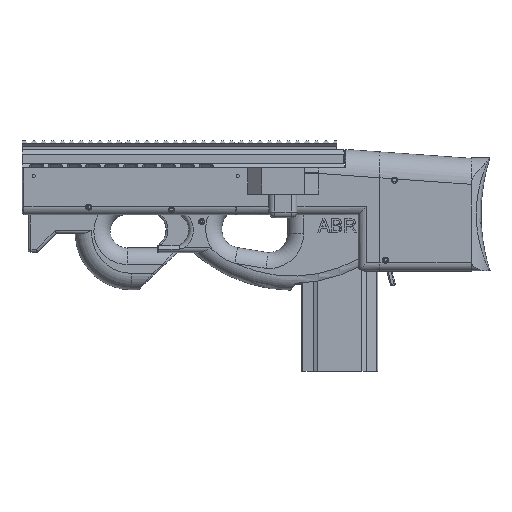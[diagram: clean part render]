
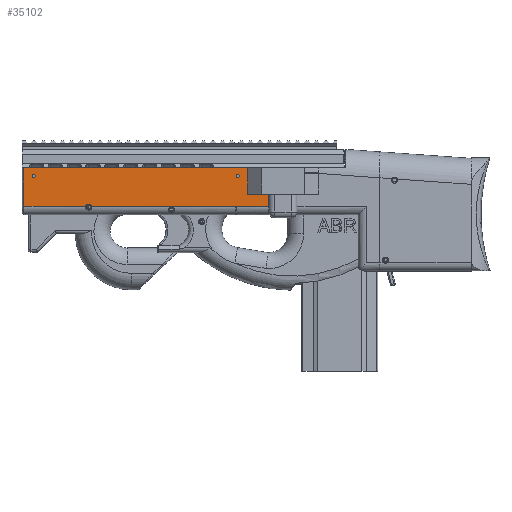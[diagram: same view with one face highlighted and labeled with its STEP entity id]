
A CAD part, top view. The second image highlights one B-rep face of the part: STEP entity #35102.
In plain terms, the highlighted face is planar.
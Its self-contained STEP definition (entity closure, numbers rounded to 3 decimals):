
#874=FACE_BOUND('',#12168,.T.);
#875=FACE_BOUND('',#12169,.T.);
#1181=PLANE('',#37249);
#2743=LINE('',#53457,#6313);
#2745=LINE('',#53465,#6315);
#2757=LINE('',#53522,#6327);
#2758=LINE('',#53524,#6328);
#2759=LINE('',#53526,#6329);
#2760=LINE('',#53528,#6330);
#2761=LINE('',#53530,#6331);
#2762=LINE('',#53531,#6332);
#6313=VECTOR('',#41340,10.);
#6315=VECTOR('',#41346,10.);
#6327=VECTOR('',#41402,10.);
#6328=VECTOR('',#41403,10.);
#6329=VECTOR('',#41404,10.);
#6330=VECTOR('',#41405,10.);
#6331=VECTOR('',#41406,10.);
#6332=VECTOR('',#41407,10.);
#10165=FACE_OUTER_BOUND('',#12167,.T.);
#12167=EDGE_LOOP('',(#25698,#25699,#25700,#25701,#25702,#25703,#25704,#25705,
#25706,#25707));
#12168=EDGE_LOOP('',(#25708));
#12169=EDGE_LOOP('',(#25709));
#14042=CIRCLE('',#37248,1.75);
#14043=CIRCLE('',#37250,3.25);
#14044=CIRCLE('',#37251,24.);
#14045=CIRCLE('',#37252,1.75);
#15884=VERTEX_POINT('',#53433);
#15886=VERTEX_POINT('',#53456);
#15889=VERTEX_POINT('',#53462);
#15890=VERTEX_POINT('',#53464);
#15907=VERTEX_POINT('',#53514);
#15908=VERTEX_POINT('',#53519);
#15909=VERTEX_POINT('',#53521);
#15910=VERTEX_POINT('',#53523);
#15911=VERTEX_POINT('',#53525);
#15912=VERTEX_POINT('',#53527);
#15913=VERTEX_POINT('',#53529);
#15914=VERTEX_POINT('',#53532);
#19593=EDGE_CURVE('',#15884,#15886,#2743,.T.);
#19597=EDGE_CURVE('',#15889,#15890,#2745,.T.);
#19620=EDGE_CURVE('',#15907,#15907,#14042,.T.);
#19621=EDGE_CURVE('',#15890,#15884,#14043,.T.);
#19622=EDGE_CURVE('',#15908,#15889,#14044,.T.);
#19623=EDGE_CURVE('',#15909,#15908,#2757,.T.);
#19624=EDGE_CURVE('',#15909,#15910,#2758,.T.);
#19625=EDGE_CURVE('',#15910,#15911,#2759,.T.);
#19626=EDGE_CURVE('',#15912,#15911,#2760,.T.);
#19627=EDGE_CURVE('',#15912,#15913,#2761,.T.);
#19628=EDGE_CURVE('',#15886,#15913,#2762,.T.);
#19629=EDGE_CURVE('',#15914,#15914,#14045,.T.);
#25698=ORIENTED_EDGE('',*,*,#19621,.F.);
#25699=ORIENTED_EDGE('',*,*,#19597,.F.);
#25700=ORIENTED_EDGE('',*,*,#19622,.F.);
#25701=ORIENTED_EDGE('',*,*,#19623,.F.);
#25702=ORIENTED_EDGE('',*,*,#19624,.T.);
#25703=ORIENTED_EDGE('',*,*,#19625,.T.);
#25704=ORIENTED_EDGE('',*,*,#19626,.F.);
#25705=ORIENTED_EDGE('',*,*,#19627,.T.);
#25706=ORIENTED_EDGE('',*,*,#19628,.F.);
#25707=ORIENTED_EDGE('',*,*,#19593,.F.);
#25708=ORIENTED_EDGE('',*,*,#19629,.F.);
#25709=ORIENTED_EDGE('',*,*,#19620,.F.);
#35102=ADVANCED_FACE('',(#10165,#874,#875),#1181,.F.);
#37248=AXIS2_PLACEMENT_3D('',#53516,#41394,#41395);
#37249=AXIS2_PLACEMENT_3D('',#53517,#41396,#41397);
#37250=AXIS2_PLACEMENT_3D('',#53518,#41398,#41399);
#37251=AXIS2_PLACEMENT_3D('',#53520,#41400,#41401);
#37252=AXIS2_PLACEMENT_3D('',#53533,#41408,#41409);
#41340=DIRECTION('',(-1.,0.,0.));
#41346=DIRECTION('',(-1.,0.,0.));
#41394=DIRECTION('center_axis',(0.,-1.,0.));
#41395=DIRECTION('ref_axis',(-1.,0.,0.));
#41396=DIRECTION('center_axis',(0.,1.,0.));
#41397=DIRECTION('ref_axis',(0.,0.,1.));
#41398=DIRECTION('center_axis',(0.,-1.,0.));
#41399=DIRECTION('ref_axis',(-1.,0.,0.));
#41400=DIRECTION('center_axis',(0.,-1.,0.));
#41401=DIRECTION('ref_axis',(0.014,0.,1.));
#41402=DIRECTION('',(-1.,0.,0.));
#41403=DIRECTION('',(0.,0.,1.));
#41404=DIRECTION('',(-1.,0.,0.));
#41405=DIRECTION('',(0.,0.,-1.));
#41406=DIRECTION('',(-1.,0.,0.));
#41407=DIRECTION('',(0.,0.,1.));
#41408=DIRECTION('center_axis',(0.,-1.,0.));
#41409=DIRECTION('ref_axis',(-1.,0.,0.));
#53433=CARTESIAN_POINT('',(-19.317,-27.5,-15.5));
#53456=CARTESIAN_POINT('',(-85.,-27.5,-15.5));
#53457=CARTESIAN_POINT('',(150.,-27.5,-15.5));
#53462=CARTESIAN_POINT('',(140.,-27.5,-15.5));
#53464=CARTESIAN_POINT('',(-13.009,-27.5,-15.5));
#53465=CARTESIAN_POINT('',(150.,-27.5,-15.5));
#53514=CARTESIAN_POINT('',(143.785,-27.5,16.75));
#53516=CARTESIAN_POINT('Origin',(142.035,-27.5,16.75));
#53517=CARTESIAN_POINT('Origin',(-87.,-27.5,-75.5));
#53518=CARTESIAN_POINT('Origin',(-16.163,-27.5,-16.284));
#53519=CARTESIAN_POINT('',(140.559,-27.5,-15.506));
#53520=CARTESIAN_POINT('Origin',(140.,-27.5,-39.5));
#53521=CARTESIAN_POINT('',(175.084,-27.5,-15.5));
#53522=CARTESIAN_POINT('',(240.,-27.5,-15.5));
#53523=CARTESIAN_POINT('',(175.084,-27.5,-2.5));
#53524=CARTESIAN_POINT('',(175.084,-27.5,-2.5));
#53525=CARTESIAN_POINT('',(152.55,-27.5,-2.5));
#53526=CARTESIAN_POINT('',(51.5,-27.5,-2.5));
#53527=CARTESIAN_POINT('',(152.55,-27.5,25.5));
#53528=CARTESIAN_POINT('',(152.55,-27.5,-25.));
#53529=CARTESIAN_POINT('',(-85.,-27.5,25.5));
#53530=CARTESIAN_POINT('',(237.5,-27.5,25.5));
#53531=CARTESIAN_POINT('',(-85.,-27.5,-33.75));
#53532=CARTESIAN_POINT('',(-72.868,-27.5,16.75));
#53533=CARTESIAN_POINT('Origin',(-74.618,-27.5,16.75));
